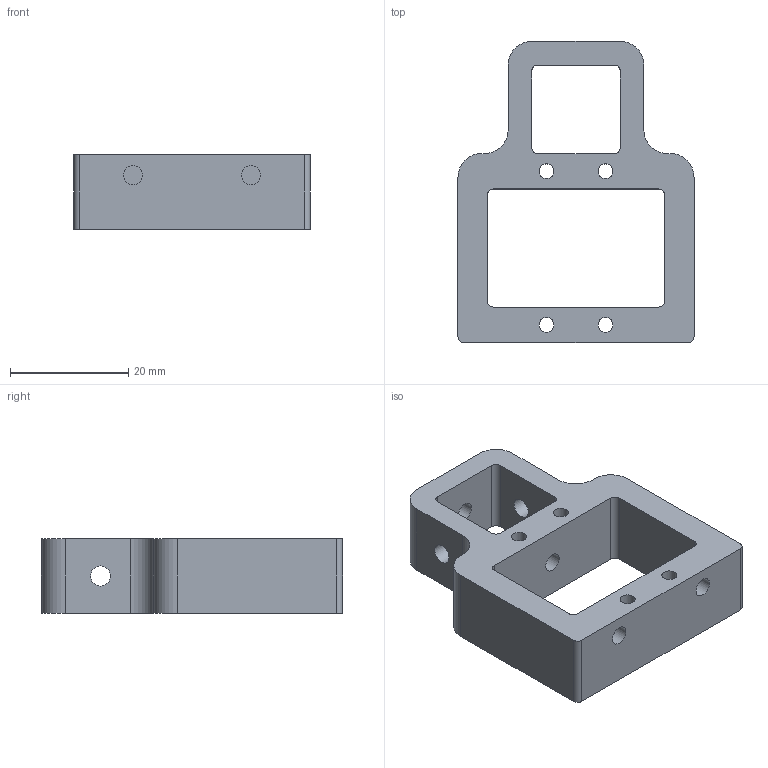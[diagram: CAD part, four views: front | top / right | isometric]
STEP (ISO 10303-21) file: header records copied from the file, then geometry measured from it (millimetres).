
FILE_DESCRIPTION(/* description */ (''),/* implementation_level */ '2;1');
FILE_NAME(/* name */ 'Y_Tombstone_MGN12_1515.stp',/* time_stamp */ '2020-12-03T12:27:32-08:00',/* author */ (''),/* organization */ (''),/* preprocessor_version */ 'ST-DEVELOPER v18.1',/* originating_system */ 'Autodesk Translation Framework v9.3.0.1241',/* authorisation */ '');
FILE_SCHEMA (('AUTOMOTIVE_DESIGN { 1 0 10303 214 3 1 1 }'));
Length unit declared in the file: millimetre
Products named in the file (1): STP:Y_Tombstone_MGN12_1515
Bounding box: 40 x 51 x 12.7 mm (x, y, z)
Volume: 10752.8 mm3; surface area: 6500.3 mm2
Topology: 1 solids, 1 shells, 44 faces, 126 edges, 84 vertices
Faces by surface type: cylinder 26, plane 18
Full cylindrical faces by diameter (mm): 2.529 x4, 3.2 x4, 3.4 x2
Entity records: 1550 total; most frequent: DIRECTION 268, CARTESIAN_POINT 255, ORIENTED_EDGE 252, EDGE_CURVE 126, AXIS2_PLACEMENT_3D 97, VERTEX_POINT 84, LINE 74, VECTOR 74
